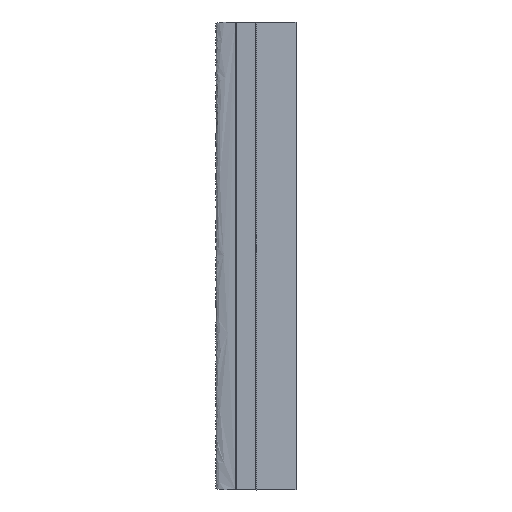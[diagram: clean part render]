
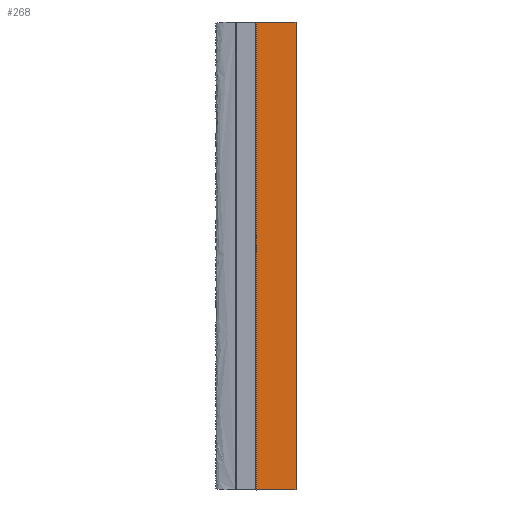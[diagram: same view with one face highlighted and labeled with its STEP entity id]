
A CAD part, front view. The second image highlights one B-rep face of the part: STEP entity #268.
In plain terms, the highlighted free-form (B-spline) face has degree [3, 1] with [18, 2] control points.
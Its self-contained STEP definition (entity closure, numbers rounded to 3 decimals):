
#9 = CARTESIAN_POINT ( 'NONE',  ( 116.494, -8.624, 354.156 ) ) ;
#15 = CARTESIAN_POINT ( 'NONE',  ( 71.818, -9.259, 354.156 ) ) ;
#20 = CARTESIAN_POINT ( 'NONE',  ( 119.58, -8.549, -354.156 ) ) ;
#37 = CARTESIAN_POINT ( 'NONE',  ( 70.451, -9.268, -349.949 ) ) ;
#44 = CARTESIAN_POINT ( 'NONE',  ( 60.6, -9.253, 349.945 ) ) ;
#48 = CARTESIAN_POINT ( 'NONE',  ( 80.301, -9.203, -349.934 ) ) ;
#54 = CARTESIAN_POINT ( 'NONE',  ( 113.54, -8.691, 349.821 ) ) ;
#77 = CARTESIAN_POINT ( 'NONE',  ( 99.47, -8.954, -354.156 ) ) ;
#87 = CARTESIAN_POINT ( 'NONE',  ( 99.47, -8.954, 354.156 ) ) ;
#92 = CARTESIAN_POINT ( 'NONE',  ( 60.6, -9.253, 354.156 ) ) ;
#112 = CARTESIAN_POINT ( 'NONE',  ( 117.233, -8.607, -349.802 ) ) ;
#117 = EDGE_CURVE ( 'NONE', #757, #844, #732, .T. ) ;
#130 = ORIENTED_EDGE ( 'NONE', *, *, #727, .T. ) ;
#137 = CARTESIAN_POINT ( 'NONE',  ( 60.6, -9.253, 350. ) ) ;
#138 = B_SPLINE_CURVE_WITH_KNOTS ( 'NONE', 3,
 ( #764, #575, #316, #703, #170, #441, #54, #641, #817, #233, #769, #369, #626, #830, #563, #44 ),
 .UNSPECIFIED., .F., .F.,
 ( 4, 2, 2, 2, 2, 2, 2, 4 ),
 ( 0., 0.002, 0.004, 0.007, 0.015, 0.03, 0.044, 0.059 ),
 .UNSPECIFIED. ) ;
#140 = CARTESIAN_POINT ( 'NONE',  ( 60.6, -9.253, -354.156 ) ) ;
#144 = CARTESIAN_POINT ( 'NONE',  ( 119.695, -8.547, 354.156 ) ) ;
#148 = CARTESIAN_POINT ( 'NONE',  ( 83.712, -9.165, 354.156 ) ) ;
#152 = FACE_OUTER_BOUND ( 'NONE', #238, .T. ) ;
#168 = CARTESIAN_POINT ( 'NONE',  ( 109.847, -8.769, -349.838 ) ) ;
#170 = CARTESIAN_POINT ( 'NONE',  ( 116.618, -8.621, 349.805 ) ) ;
#174 = CARTESIAN_POINT ( 'NONE',  ( 116.618, -8.621, -349.805 ) ) ;
#176 = EDGE_CURVE ( 'NONE', #622, #844, #282, .T. ) ;
#183 = DIRECTION ( 'NONE',  ( 0., 0., -1. ) ) ;
#192 = VECTOR ( 'NONE', #747, 1000. ) ;
#209 = VECTOR ( 'NONE', #183, 1000. ) ;
#213 = CARTESIAN_POINT ( 'NONE',  ( 77.862, -9.22, -354.156 ) ) ;
#216 = CARTESIAN_POINT ( 'NONE',  ( 77.862, -9.22, 354.156 ) ) ;
#229 = EDGE_CURVE ( 'NONE', #490, #757, #340, .T. ) ;
#233 = CARTESIAN_POINT ( 'NONE',  ( 99.999, -8.949, 349.878 ) ) ;
#238 = EDGE_LOOP ( 'NONE', ( #713, #130, #518, #359 ) ) ;
#268 = ADVANCED_FACE ( 'NONE', ( #152 ), #831, .F. ) ;
#282 = LINE ( 'NONE', #137, #192 ) ;
#284 = CARTESIAN_POINT ( 'NONE',  ( 119.695, -8.547, -354.156 ) ) ;
#315 = CARTESIAN_POINT ( 'NONE',  ( 65.526, -9.279, -349.951 ) ) ;
#316 = CARTESIAN_POINT ( 'NONE',  ( 118.464, -8.577, 349.795 ) ) ;
#340 = LINE ( 'NONE', #595, #209 ) ;
#343 = CARTESIAN_POINT ( 'NONE',  ( 83.712, -9.165, -354.156 ) ) ;
#346 = CARTESIAN_POINT ( 'NONE',  ( 94.577, -9.029, -354.156 ) ) ;
#352 = CARTESIAN_POINT ( 'NONE',  ( 103.93, -8.881, 354.156 ) ) ;
#359 = ORIENTED_EDGE ( 'NONE', *, *, #117, .F. ) ;
#369 = CARTESIAN_POINT ( 'NONE',  ( 85.225, -9.151, 349.923 ) ) ;
#376 = CARTESIAN_POINT ( 'NONE',  ( 107.385, -8.818, -349.849 ) ) ;
#405 = CARTESIAN_POINT ( 'NONE',  ( 119.695, -8.547, 349.789 ) ) ;
#406 = CARTESIAN_POINT ( 'NONE',  ( 62.289, -9.262, 354.156 ) ) ;
#411 = CARTESIAN_POINT ( 'NONE',  ( 114.223, -8.677, 354.156 ) ) ;
#414 = CARTESIAN_POINT ( 'NONE',  ( 111.348, -8.737, 354.156 ) ) ;
#419 = CARTESIAN_POINT ( 'NONE',  ( 103.93, -8.881, -354.156 ) ) ;
#440 = CARTESIAN_POINT ( 'NONE',  ( 118.464, -8.577, -349.795 ) ) ;
#441 = CARTESIAN_POINT ( 'NONE',  ( 114.771, -8.664, 349.815 ) ) ;
#469 = CARTESIAN_POINT ( 'NONE',  ( 119.133, -8.558, -354.156 ) ) ;
#474 = CARTESIAN_POINT ( 'NONE',  ( 118.136, -8.586, 354.156 ) ) ;
#478 = CARTESIAN_POINT ( 'NONE',  ( 89.304, -9.1, 354.156 ) ) ;
#481 = CARTESIAN_POINT ( 'NONE',  ( 111.348, -8.737, -354.156 ) ) ;
#490 = VERTEX_POINT ( 'NONE', #405 ) ;
#497 = CARTESIAN_POINT ( 'NONE',  ( 114.771, -8.664, -349.815 ) ) ;
#503 = CARTESIAN_POINT ( 'NONE',  ( 119.695, -8.547, -349.789 ) ) ;
#518 = ORIENTED_EDGE ( 'NONE', *, *, #176, .T. ) ;
#537 = CARTESIAN_POINT ( 'NONE',  ( 62.289, -9.262, -354.156 ) ) ;
#554 = CARTESIAN_POINT ( 'NONE',  ( 113.541, -8.691, -349.821 ) ) ;
#561 = CARTESIAN_POINT ( 'NONE',  ( 95.075, -9.025, -349.895 ) ) ;
#563 = CARTESIAN_POINT ( 'NONE',  ( 65.526, -9.279, 349.951 ) ) ;
#575 = CARTESIAN_POINT ( 'NONE',  ( 119.08, -8.559, 349.791 ) ) ;
#595 = CARTESIAN_POINT ( 'NONE',  ( 119.695, -8.547, 350. ) ) ;
#601 = CARTESIAN_POINT ( 'NONE',  ( 107.904, -8.808, -354.156 ) ) ;
#608 = CARTESIAN_POINT ( 'NONE',  ( 107.904, -8.808, 354.156 ) ) ;
#610 = CARTESIAN_POINT ( 'NONE',  ( 89.304, -9.1, -354.156 ) ) ;
#622 = VERTEX_POINT ( 'NONE', #774 ) ;
#626 = CARTESIAN_POINT ( 'NONE',  ( 80.301, -9.203, 349.934 ) ) ;
#629 = CARTESIAN_POINT ( 'NONE',  ( 85.225, -9.151, -349.923 ) ) ;
#641 = CARTESIAN_POINT ( 'NONE',  ( 109.847, -8.769, 349.838 ) ) ;
#659 = CARTESIAN_POINT ( 'NONE',  ( 66.043, -9.271, 354.156 ) ) ;
#662 = CARTESIAN_POINT ( 'NONE',  ( 114.223, -8.677, -354.156 ) ) ;
#667 = CARTESIAN_POINT ( 'NONE',  ( 118.136, -8.586, -354.156 ) ) ;
#671 = CARTESIAN_POINT ( 'NONE',  ( 71.818, -9.259, -354.156 ) ) ;
#693 = CARTESIAN_POINT ( 'NONE',  ( 119.695, -8.547, -349.789 ) ) ;
#699 = CARTESIAN_POINT ( 'NONE',  ( 60.6, -9.253, -349.945 ) ) ;
#703 = CARTESIAN_POINT ( 'NONE',  ( 117.233, -8.607, 349.802 ) ) ;
#713 = ORIENTED_EDGE ( 'NONE', *, *, #229, .F. ) ;
#723 = CARTESIAN_POINT ( 'NONE',  ( 66.043, -9.271, -354.156 ) ) ;
#727 = EDGE_CURVE ( 'NONE', #490, #622, #138, .T. ) ;
#728 = CARTESIAN_POINT ( 'NONE',  ( 119.58, -8.549, 354.156 ) ) ;
#731 = CARTESIAN_POINT ( 'NONE',  ( 94.577, -9.029, 354.156 ) ) ;
#732 = B_SPLINE_CURVE_WITH_KNOTS ( 'NONE', 3,
 ( #693, #751, #440, #112, #174, #497, #554, #168, #376, #820, #561, #629, #48, #37, #315, #756 ),
 .UNSPECIFIED., .F., .F.,
 ( 4, 2, 2, 2, 2, 2, 2, 4 ),
 ( 0., 0.002, 0.004, 0.007, 0.015, 0.03, 0.044, 0.059 ),
 .UNSPECIFIED. ) ;
#747 = DIRECTION ( 'NONE',  ( 0., 0., -1. ) ) ;
#751 = CARTESIAN_POINT ( 'NONE',  ( 119.08, -8.559, -349.791 ) ) ;
#756 = CARTESIAN_POINT ( 'NONE',  ( 60.6, -9.253, -349.945 ) ) ;
#757 = VERTEX_POINT ( 'NONE', #503 ) ;
#764 = CARTESIAN_POINT ( 'NONE',  ( 119.695, -8.547, 349.789 ) ) ;
#769 = CARTESIAN_POINT ( 'NONE',  ( 95.075, -9.025, 349.895 ) ) ;
#774 = CARTESIAN_POINT ( 'NONE',  ( 60.6, -9.253, 349.945 ) ) ;
#788 = CARTESIAN_POINT ( 'NONE',  ( 119.133, -8.558, 354.156 ) ) ;
#792 = CARTESIAN_POINT ( 'NONE',  ( 116.494, -8.624, -354.156 ) ) ;
#817 = CARTESIAN_POINT ( 'NONE',  ( 107.385, -8.818, 349.849 ) ) ;
#820 = CARTESIAN_POINT ( 'NONE',  ( 99.999, -8.949, -349.878 ) ) ;
#830 = CARTESIAN_POINT ( 'NONE',  ( 70.451, -9.268, 349.949 ) ) ;
#831 = B_SPLINE_SURFACE_WITH_KNOTS ( 'NONE', 3, 1, ( 
 ( #92, #140 ),
 ( #406, #537 ),
 ( #659, #723 ),
 ( #15, #671 ),
 ( #216, #213 ),
 ( #148, #343 ),
 ( #478, #610 ),
 ( #731, #346 ),
 ( #87, #77 ),
 ( #352, #419 ),
 ( #608, #601 ),
 ( #414, #481 ),
 ( #411, #662 ),
 ( #9, #792 ),
 ( #474, #667 ),
 ( #788, #469 ),
 ( #728, #20 ),
 ( #144, #284 ) ),
 .UNSPECIFIED., .F., .F., .F.,
 ( 4, 1, 1, 1, 1, 1, 1, 1, 1, 1, 1, 1, 1, 1, 1, 4 ),
 ( 2, 2 ),
 ( 0.76, 0.781, 0.806, 0.83, 0.854, 0.877, 0.898, 0.918, 0.937, 0.953, 0.967, 0.979, 0.988, 0.995, 0.999, 1. ),
 ( 0., 1. ),
 .UNSPECIFIED. ) ;
#844 = VERTEX_POINT ( 'NONE', #699 ) ;
